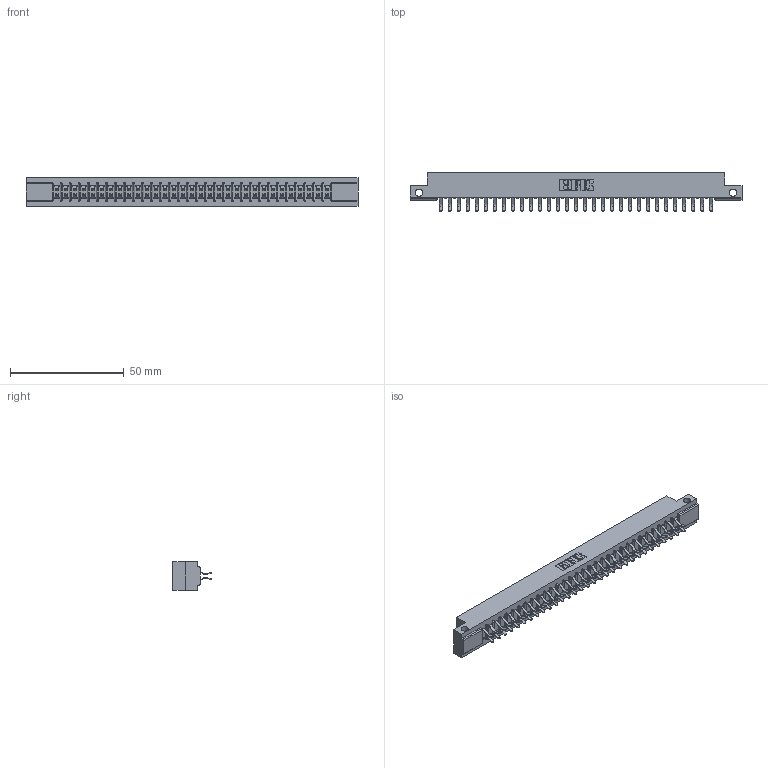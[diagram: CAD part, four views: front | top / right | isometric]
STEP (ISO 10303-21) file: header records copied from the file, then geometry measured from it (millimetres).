
FILE_DESCRIPTION (( 'STEP AP203' ), '1' );
FILE_NAME ('357-062-556-212.STEP', '2019-09-19T07:09:25', ( '' ), ( '' ), 'SwSTEP 2.0', 'SolidWorks 2016', '' );
FILE_SCHEMA (( 'CONFIG_CONTROL_DESIGN' ));
Length unit declared in the file: inch
Products named in the file (3): 307-290-001_556; 307 Part_.128 Dia Side Mounting Holes; 357-062-556-212
Assembly tree (63 placements, depth 2):
  357-062-556-212
    307 Part_.128 Dia Side Mounting Holes
    307-290-001_556  x62
Bounding box: 145.85 x 16.97 x 12.7 mm (x, y, z)
Volume: 15277.8 mm3; surface area: 18293.4 mm2
Topology: 63 solids, 63 shells, 3250 faces, 9127 edges, 5914 vertices
Faces by surface type: plane 2116, cylinder 1070, sphere 64
Entity records: 29030 total; most frequent: CARTESIAN_POINT 4751, ORIENTED_EDGE 4706, DIRECTION 4659, EDGE_CURVE 2353, LINE 1799, VECTOR 1799, VERTEX_POINT 1522, AXIS2_PLACEMENT_3D 1430
